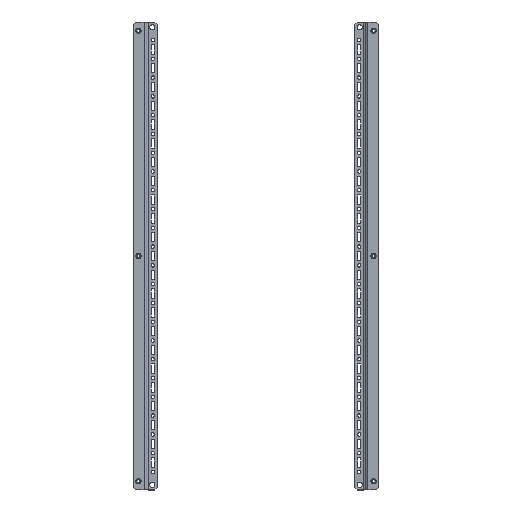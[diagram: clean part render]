
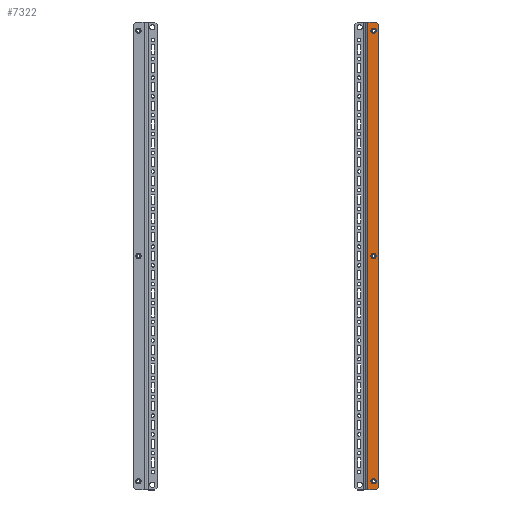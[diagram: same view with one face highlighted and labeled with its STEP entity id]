
A CAD part, top view. The second image highlights one B-rep face of the part: STEP entity #7322.
In plain terms, the highlighted face is planar.
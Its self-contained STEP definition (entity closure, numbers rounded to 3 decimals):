
#69 = CIRCLE ( 'NONE', #216, 3.5 ) ;
#216 = AXIS2_PLACEMENT_3D ( 'NONE', #1677, #6823, #6851 ) ;
#231 = CARTESIAN_POINT ( 'NONE',  ( -16.5, 310., 0. ) ) ;
#232 = VECTOR ( 'NONE', #4302, 1000. ) ;
#275 = DIRECTION ( 'NONE',  ( 1., 0., 0. ) ) ;
#320 = ORIENTED_EDGE ( 'NONE', *, *, #2893, .F. ) ;
#560 = EDGE_CURVE ( 'NONE', #1247, #4678, #6688, .T. ) ;
#581 = VECTOR ( 'NONE', #4446, 1000. ) ;
#656 = DIRECTION ( 'NONE',  ( 0., 0., -1. ) ) ;
#815 = VERTEX_POINT ( 'NONE', #5099 ) ;
#864 = ORIENTED_EDGE ( 'NONE', *, *, #6942, .T. ) ;
#955 = DIRECTION ( 'NONE',  ( 0., 0., 1. ) ) ;
#1077 = CARTESIAN_POINT ( 'NONE',  ( -11., 300., 0. ) ) ;
#1247 = VERTEX_POINT ( 'NONE', #3153 ) ;
#1369 = EDGE_LOOP ( 'NONE', ( #5639, #5971 ) ) ;
#1533 = CARTESIAN_POINT ( 'NONE',  ( -18., 311.5, 0. ) ) ;
#1558 = FACE_BOUND ( 'NONE', #1369, .T. ) ;
#1567 = CARTESIAN_POINT ( 'NONE',  ( -11., 0., 0. ) ) ;
#1599 = VERTEX_POINT ( 'NONE', #6324 ) ;
#1620 = CARTESIAN_POINT ( 'NONE',  ( -14.5, 300., 0. ) ) ;
#1677 = CARTESIAN_POINT ( 'NONE',  ( -11., 300., 0. ) ) ;
#1689 = CARTESIAN_POINT ( 'NONE',  ( -11., -300., 0. ) ) ;
#1727 = ORIENTED_EDGE ( 'NONE', *, *, #3277, .T. ) ;
#1770 = EDGE_CURVE ( 'NONE', #2059, #6438, #5788, .T. ) ;
#1828 = PLANE ( 'NONE',  #5581 ) ;
#2059 = VERTEX_POINT ( 'NONE', #7065 ) ;
#2215 = CARTESIAN_POINT ( 'NONE',  ( -11., 0., 0. ) ) ;
#2219 = EDGE_LOOP ( 'NONE', ( #2543, #3889, #5031, #4547, #1727, #864 ) ) ;
#2256 = DIRECTION ( 'NONE',  ( -1., 0., 0. ) ) ;
#2320 = DIRECTION ( 'NONE',  ( 0., 0., -1. ) ) ;
#2448 = VECTOR ( 'NONE', #4319, 1000. ) ;
#2454 = EDGE_CURVE ( 'NONE', #2831, #1599, #5510, .T. ) ;
#2543 = ORIENTED_EDGE ( 'NONE', *, *, #5723, .F. ) ;
#2581 = CARTESIAN_POINT ( 'NONE',  ( -18., 311.5, 0. ) ) ;
#2690 = AXIS2_PLACEMENT_3D ( 'NONE', #2215, #6316, #4056 ) ;
#2831 = VERTEX_POINT ( 'NONE', #6050 ) ;
#2893 = EDGE_CURVE ( 'NONE', #6438, #2059, #5149, .T. ) ;
#3153 = CARTESIAN_POINT ( 'NONE',  ( -18., 308.5, 0. ) ) ;
#3181 = EDGE_CURVE ( 'NONE', #5977, #5548, #4417, .T. ) ;
#3267 = CARTESIAN_POINT ( 'NONE',  ( -11., -300., 0. ) ) ;
#3277 = EDGE_CURVE ( 'NONE', #4678, #815, #6473, .T. ) ;
#3314 = CARTESIAN_POINT ( 'NONE',  ( -328., 1.5, 0. ) ) ;
#3341 = ORIENTED_EDGE ( 'NONE', *, *, #1770, .F. ) ;
#3612 = VERTEX_POINT ( 'NONE', #5968 ) ;
#3751 = FACE_BOUND ( 'NONE', #4500, .T. ) ;
#3805 = DIRECTION ( 'NONE',  ( -1., 0., 0. ) ) ;
#3867 = CARTESIAN_POINT ( 'NONE',  ( -14.5, 0., 0. ) ) ;
#3889 = ORIENTED_EDGE ( 'NONE', *, *, #4660, .T. ) ;
#4056 = DIRECTION ( 'NONE',  ( -1., 0., 0. ) ) ;
#4062 = CIRCLE ( 'NONE', #4420, 3.5 ) ;
#4096 = CARTESIAN_POINT ( 'NONE',  ( -3.375, -311.5, 0. ) ) ;
#4149 = CARTESIAN_POINT ( 'NONE',  ( -18., 311.5, 0. ) ) ;
#4199 = DIRECTION ( 'NONE',  ( -1., 0., 0. ) ) ;
#4282 = CARTESIAN_POINT ( 'NONE',  ( -15., -311.5, 0. ) ) ;
#4302 = DIRECTION ( 'NONE',  ( 0., -1., 0. ) ) ;
#4319 = DIRECTION ( 'NONE',  ( 0.707, 0.707, 0. ) ) ;
#4417 = CIRCLE ( 'NONE', #5437, 3.5 ) ;
#4420 = AXIS2_PLACEMENT_3D ( 'NONE', #3267, #955, #3805 ) ;
#4446 = DIRECTION ( 'NONE',  ( 1., 0., 0. ) ) ;
#4500 = EDGE_LOOP ( 'NONE', ( #320, #3341 ) ) ;
#4547 = ORIENTED_EDGE ( 'NONE', *, *, #560, .T. ) ;
#4551 = VECTOR ( 'NONE', #7339, 1000. ) ;
#4555 = EDGE_CURVE ( 'NONE', #1599, #2831, #4062, .T. ) ;
#4593 = VECTOR ( 'NONE', #5561, 1000. ) ;
#4636 = DIRECTION ( 'NONE',  ( 0., 0., 1. ) ) ;
#4660 = EDGE_CURVE ( 'NONE', #5303, #3612, #6063, .T. ) ;
#4678 = VERTEX_POINT ( 'NONE', #5130 ) ;
#4866 = ORIENTED_EDGE ( 'NONE', *, *, #4555, .T. ) ;
#4896 = CARTESIAN_POINT ( 'NONE',  ( -18., -311.5, 0. ) ) ;
#4904 = ORIENTED_EDGE ( 'NONE', *, *, #2454, .T. ) ;
#5031 = ORIENTED_EDGE ( 'NONE', *, *, #5034, .F. ) ;
#5034 = EDGE_CURVE ( 'NONE', #1247, #3612, #6570, .T. ) ;
#5099 = CARTESIAN_POINT ( 'NONE',  ( -3.375, 311.5, 0. ) ) ;
#5130 = CARTESIAN_POINT ( 'NONE',  ( -15., 311.5, 0. ) ) ;
#5149 = CIRCLE ( 'NONE', #2690, 3.5 ) ;
#5234 = EDGE_CURVE ( 'NONE', #5548, #5977, #69, .T. ) ;
#5303 = VERTEX_POINT ( 'NONE', #4282 ) ;
#5334 = AXIS2_PLACEMENT_3D ( 'NONE', #1567, #6819, #2256 ) ;
#5437 = AXIS2_PLACEMENT_3D ( 'NONE', #1077, #2320, #5923 ) ;
#5496 = CARTESIAN_POINT ( 'NONE',  ( -3.375, 311.5, 0. ) ) ;
#5510 = CIRCLE ( 'NONE', #7076, 3.5 ) ;
#5548 = VERTEX_POINT ( 'NONE', #6460 ) ;
#5561 = DIRECTION ( 'NONE',  ( 0., -1., 0. ) ) ;
#5581 = AXIS2_PLACEMENT_3D ( 'NONE', #4149, #656, #4199 ) ;
#5639 = ORIENTED_EDGE ( 'NONE', *, *, #3181, .F. ) ;
#5647 = FACE_BOUND ( 'NONE', #6380, .T. ) ;
#5723 = EDGE_CURVE ( 'NONE', #5303, #7393, #5981, .T. ) ;
#5730 = DIRECTION ( 'NONE',  ( -1., 0., 0. ) ) ;
#5788 = CIRCLE ( 'NONE', #5334, 3.5 ) ;
#5923 = DIRECTION ( 'NONE',  ( -1., 0., 0. ) ) ;
#5968 = CARTESIAN_POINT ( 'NONE',  ( -18., -308.5, 0. ) ) ;
#5971 = ORIENTED_EDGE ( 'NONE', *, *, #5234, .F. ) ;
#5977 = VERTEX_POINT ( 'NONE', #1620 ) ;
#5981 = LINE ( 'NONE', #4896, #6156 ) ;
#6050 = CARTESIAN_POINT ( 'NONE',  ( -7.5, -300., 0. ) ) ;
#6063 = LINE ( 'NONE', #3314, #4551 ) ;
#6156 = VECTOR ( 'NONE', #275, 1000. ) ;
#6316 = DIRECTION ( 'NONE',  ( 0., 0., -1. ) ) ;
#6324 = CARTESIAN_POINT ( 'NONE',  ( -14.5, -300., 0. ) ) ;
#6380 = EDGE_LOOP ( 'NONE', ( #4866, #4904 ) ) ;
#6438 = VERTEX_POINT ( 'NONE', #3867 ) ;
#6460 = CARTESIAN_POINT ( 'NONE',  ( -7.5, 300., 0. ) ) ;
#6473 = LINE ( 'NONE', #1533, #581 ) ;
#6545 = LINE ( 'NONE', #5496, #4593 ) ;
#6570 = LINE ( 'NONE', #2581, #232 ) ;
#6688 = LINE ( 'NONE', #231, #2448 ) ;
#6819 = DIRECTION ( 'NONE',  ( 0., 0., -1. ) ) ;
#6823 = DIRECTION ( 'NONE',  ( 0., 0., -1. ) ) ;
#6851 = DIRECTION ( 'NONE',  ( -1., 0., 0. ) ) ;
#6942 = EDGE_CURVE ( 'NONE', #815, #7393, #6545, .T. ) ;
#7065 = CARTESIAN_POINT ( 'NONE',  ( -7.5, 0., 0. ) ) ;
#7076 = AXIS2_PLACEMENT_3D ( 'NONE', #1689, #4636, #5730 ) ;
#7322 = ADVANCED_FACE ( 'NONE', ( #3751, #7341, #1558, #5647 ), #1828, .T. ) ;
#7339 = DIRECTION ( 'NONE',  ( -0.707, 0.707, 0. ) ) ;
#7341 = FACE_OUTER_BOUND ( 'NONE', #2219, .T. ) ;
#7393 = VERTEX_POINT ( 'NONE', #4096 ) ;
